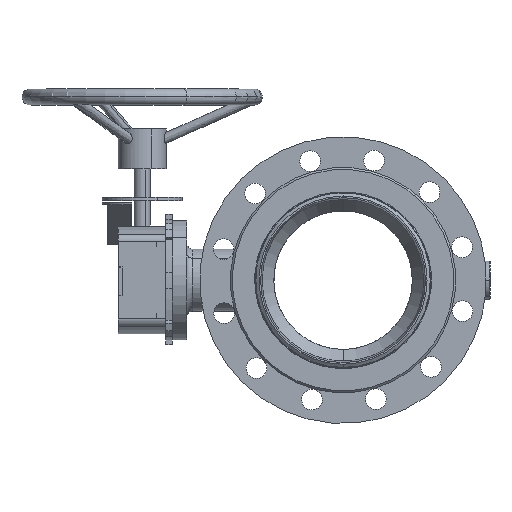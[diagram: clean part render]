
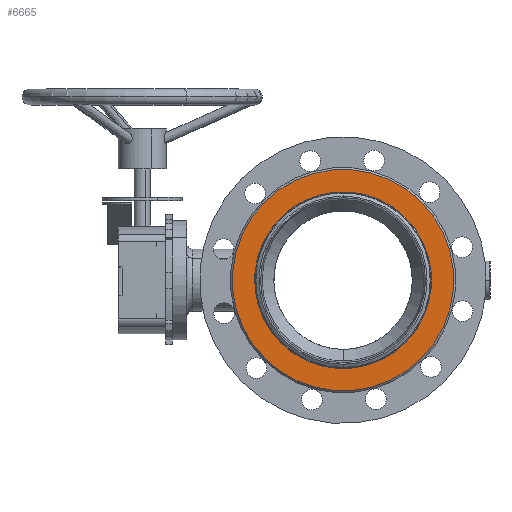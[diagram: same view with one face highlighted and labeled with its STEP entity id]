
A CAD part, left-side view. The second image highlights one B-rep face of the part: STEP entity #6665.
In plain terms, the highlighted face is planar.
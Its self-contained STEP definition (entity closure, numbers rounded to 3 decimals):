
#355 = DIRECTION ( 'NONE',  ( 0., 0., 1. ) ) ;
#508 = CIRCLE ( 'NONE', #2834, 139. ) ;
#805 = DIRECTION ( 'NONE',  ( 0., 0., -1. ) ) ;
#922 = VERTEX_POINT ( 'NONE', #7996 ) ;
#1062 = VERTEX_POINT ( 'NONE', #3957 ) ;
#1063 = CARTESIAN_POINT ( 'NONE',  ( 111., 0., 32. ) ) ;
#1657 = DIRECTION ( 'NONE',  ( -1., 0., 0. ) ) ;
#1832 = ORIENTED_EDGE ( 'NONE', *, *, #12710, .T. ) ;
#1931 = CIRCLE ( 'NONE', #11845, 111. ) ;
#2240 = ORIENTED_EDGE ( 'NONE', *, *, #6443, .T. ) ;
#2834 = AXIS2_PLACEMENT_3D ( 'NONE', #5643, #355, #4379 ) ;
#3353 = DIRECTION ( 'NONE',  ( 0., 0., 1. ) ) ;
#3432 = CARTESIAN_POINT ( 'NONE',  ( -111., 0., 32. ) ) ;
#3957 = CARTESIAN_POINT ( 'NONE',  ( -139., 0., 32. ) ) ;
#4379 = DIRECTION ( 'NONE',  ( 1., 0., 0. ) ) ;
#4768 = DIRECTION ( 'NONE',  ( 0., 0., 1. ) ) ;
#5087 = AXIS2_PLACEMENT_3D ( 'NONE', #6600, #3353, #9497 ) ;
#5174 = VERTEX_POINT ( 'NONE', #1063 ) ;
#5552 = DIRECTION ( 'NONE',  ( 0., 0., -1. ) ) ;
#5643 = CARTESIAN_POINT ( 'NONE',  ( 0., 0., 32. ) ) ;
#5688 = CARTESIAN_POINT ( 'NONE',  ( 0., 0., 32. ) ) ;
#5996 = DIRECTION ( 'NONE',  ( -1., 0., 0. ) ) ;
#6443 = EDGE_CURVE ( 'NONE', #5174, #9252, #1931, .T. ) ;
#6600 = CARTESIAN_POINT ( 'NONE',  ( 0., 0., 32. ) ) ;
#6665 = ADVANCED_FACE ( 'NONE', ( #12401, #10507 ), #12533, .T. ) ;
#6749 = EDGE_LOOP ( 'NONE', ( #11806, #1832 ) ) ;
#7387 = EDGE_LOOP ( 'NONE', ( #12540, #2240 ) ) ;
#7996 = CARTESIAN_POINT ( 'NONE',  ( 139., 0., 32. ) ) ;
#8776 = CARTESIAN_POINT ( 'NONE',  ( 0., 0., 32. ) ) ;
#8789 = DIRECTION ( 'NONE',  ( 1., 0., 0. ) ) ;
#9151 = CIRCLE ( 'NONE', #9373, 139. ) ;
#9252 = VERTEX_POINT ( 'NONE', #3432 ) ;
#9373 = AXIS2_PLACEMENT_3D ( 'NONE', #5688, #4768, #8789 ) ;
#9497 = DIRECTION ( 'NONE',  ( 1., 0., 0. ) ) ;
#10458 = CIRCLE ( 'NONE', #11711, 111. ) ;
#10507 = FACE_BOUND ( 'NONE', #7387, .T. ) ;
#10707 = EDGE_CURVE ( 'NONE', #1062, #922, #9151, .T. ) ;
#11711 = AXIS2_PLACEMENT_3D ( 'NONE', #8776, #805, #5996 ) ;
#11806 = ORIENTED_EDGE ( 'NONE', *, *, #10707, .T. ) ;
#11845 = AXIS2_PLACEMENT_3D ( 'NONE', #12486, #5552, #1657 ) ;
#12179 = EDGE_CURVE ( 'NONE', #9252, #5174, #10458, .T. ) ;
#12401 = FACE_OUTER_BOUND ( 'NONE', #6749, .T. ) ;
#12486 = CARTESIAN_POINT ( 'NONE',  ( 0., 0., 32. ) ) ;
#12533 = PLANE ( 'NONE',  #5087 ) ;
#12540 = ORIENTED_EDGE ( 'NONE', *, *, #12179, .T. ) ;
#12710 = EDGE_CURVE ( 'NONE', #922, #1062, #508, .T. ) ;
